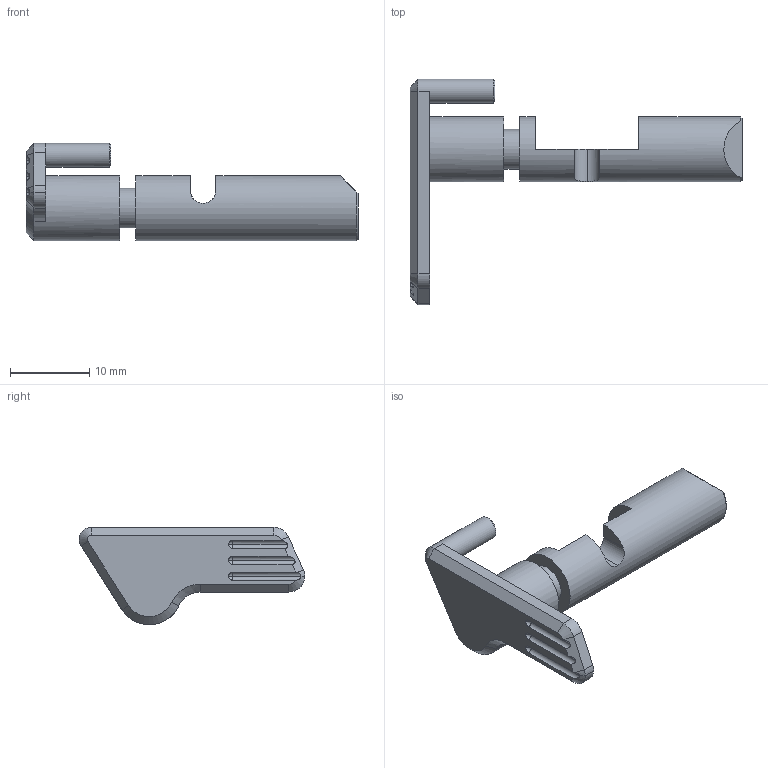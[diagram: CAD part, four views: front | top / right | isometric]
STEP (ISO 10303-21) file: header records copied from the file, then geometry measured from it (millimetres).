
FILE_DESCRIPTION(('HOOPS Exchange Step'),'2;1');
FILE_NAME('temp_export','2023-01-09T12:11:27+09:00',('mobile'),('Shapr3D Limited'),'HOOPS Exchange 2022.1','Shapr3D','Authorized');
FILE_SCHEMA( ('AUTOMOTIVE_DESIGN { 1 0 10303 214 1 1 1 1 }') );
Length unit declared in the file: millimetre
Products named in the file (1): TDL
Bounding box: 41.8 x 28.39 x 12.25 mm (x, y, z)
Volume: 2233.5 mm3; surface area: 1738.9 mm2
Topology: 1 solids, 1 shells, 51 faces, 136 edges, 83 vertices
Faces by surface type: plane 20, cylinder 16, cone 9, sphere 6
Full cylindrical faces by diameter (mm): 3 x1, 5 x1, 8.2 x2
Entity records: 1650 total; most frequent: CARTESIAN_POINT 349, DIRECTION 288, ORIENTED_EDGE 260, EDGE_CURVE 130, AXIS2_PLACEMENT_3D 114, VERTEX_POINT 83, VECTOR 60, LINE 60
